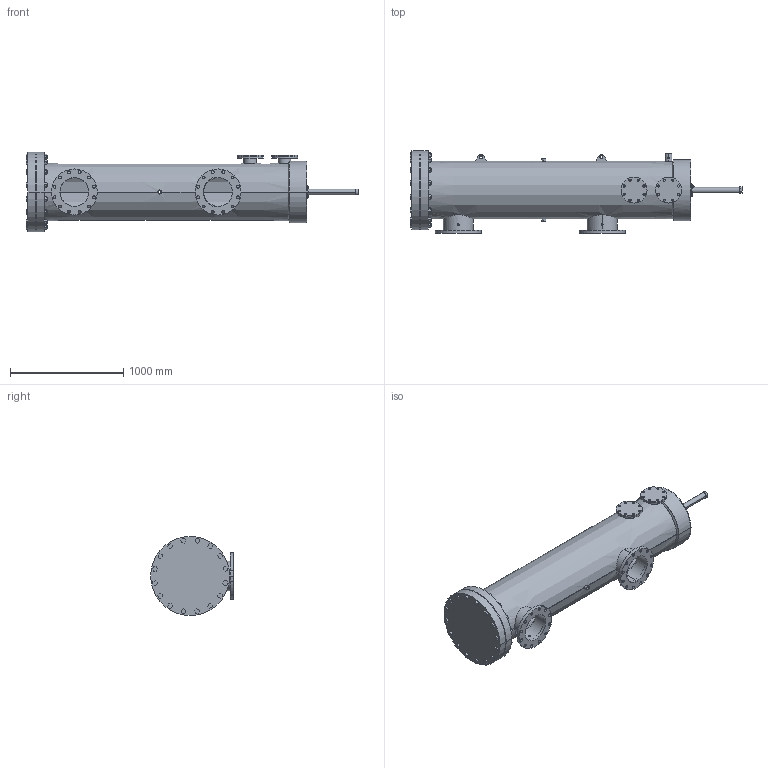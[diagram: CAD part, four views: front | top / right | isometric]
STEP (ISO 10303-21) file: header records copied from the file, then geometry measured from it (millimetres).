
FILE_DESCRIPTION (( 'STEP AP203' ), '1' );
FILE_NAME ('F10-FRP-180.STEP', '2020-09-17T14:07:14', ( '' ), ( '' ), 'SwSTEP 2.0', 'SolidWorks 2018', '' );
FILE_SCHEMA (( 'CONFIG_CONTROL_DESIGN' ));
Length unit declared in the file: inch
Products named in the file (1): F10-FRP-180
Bounding box: 2932.78 x 730.23 x 698.45 mm (x, y, z)
Volume: 69715399.9 mm3; surface area: 11845211 mm2
Topology: 23 solids, 23 shells, 788 faces, 2016 edges, 1340 vertices
Faces by surface type: cylinder 403, plane 372, cone 13
Entity records: 27487 total; most frequent: CARTESIAN_POINT 7217, DIRECTION 4254, ORIENTED_EDGE 4032, EDGE_CURVE 2016, AXIS2_PLACEMENT_3D 1561, VERTEX_POINT 1340, LINE 1132, VECTOR 1132
